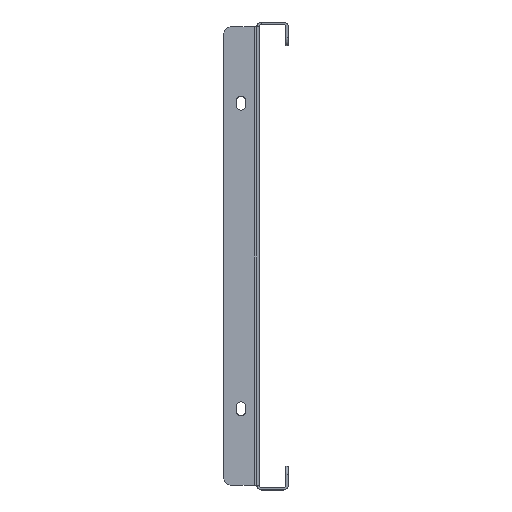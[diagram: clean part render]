
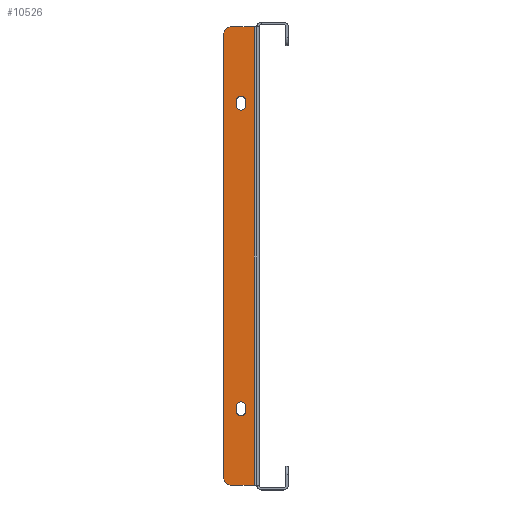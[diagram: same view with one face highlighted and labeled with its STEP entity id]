
A CAD part, left-side view. The second image highlights one B-rep face of the part: STEP entity #10526.
In plain terms, the highlighted planar face has unit normal (-1, 0, 0).
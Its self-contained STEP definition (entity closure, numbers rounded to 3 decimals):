
#88 = VECTOR ( 'NONE', #3137, 1000. ) ;
#672 = ORIENTED_EDGE ( 'NONE', *, *, #2085, .T. ) ;
#995 = VECTOR ( 'NONE', #11770, 1000. ) ;
#999 = CARTESIAN_POINT ( 'NONE',  ( -346., 12.75, -98.75 ) ) ;
#1211 = AXIS2_PLACEMENT_3D ( 'NONE', #2112, #12424, #1913 ) ;
#1216 = DIRECTION ( 'NONE',  ( 0., 0., 1. ) ) ;
#1266 = FACE_OUTER_BOUND ( 'NONE', #3111, .T. ) ;
#1293 = DIRECTION ( 'NONE',  ( -1., 0., 0. ) ) ;
#1321 = DIRECTION ( 'NONE',  ( -1., 0., 0. ) ) ;
#1331 = CARTESIAN_POINT ( 'NONE',  ( -346., 21., 145.5 ) ) ;
#1385 = ORIENTED_EDGE ( 'NONE', *, *, #3744, .F. ) ;
#1428 = VECTOR ( 'NONE', #12516, 1000. ) ;
#1519 = EDGE_CURVE ( 'NONE', #3666, #3395, #10918, .T. ) ;
#1693 = AXIS2_PLACEMENT_3D ( 'NONE', #4287, #8488, #7537 ) ;
#1866 = AXIS2_PLACEMENT_3D ( 'NONE', #2379, #8538, #5427 ) ;
#1913 = DIRECTION ( 'NONE',  ( 0., -1., 0. ) ) ;
#1947 = VERTEX_POINT ( 'NONE', #12347 ) ;
#1974 = CARTESIAN_POINT ( 'NONE',  ( -346., 7.25, 98.75 ) ) ;
#2079 = CARTESIAN_POINT ( 'NONE',  ( -346., 1.5, -145.5 ) ) ;
#2085 = EDGE_CURVE ( 'NONE', #3666, #6292, #4470, .T. ) ;
#2112 = CARTESIAN_POINT ( 'NONE',  ( -346., 10., 95.25 ) ) ;
#2323 = AXIS2_PLACEMENT_3D ( 'NONE', #10884, #5800, #6687 ) ;
#2379 = CARTESIAN_POINT ( 'NONE',  ( -346., 16., 140.5 ) ) ;
#2397 = AXIS2_PLACEMENT_3D ( 'NONE', #3398, #1293, #8411 ) ;
#2502 = AXIS2_PLACEMENT_3D ( 'NONE', #9532, #4387, #9397 ) ;
#2527 = EDGE_CURVE ( 'NONE', #3338, #11334, #8761, .T. ) ;
#2800 = VECTOR ( 'NONE', #1216, 1000. ) ;
#2819 = VECTOR ( 'NONE', #13034, 1000. ) ;
#2981 = VERTEX_POINT ( 'NONE', #5632 ) ;
#3111 = EDGE_LOOP ( 'NONE', ( #10938, #4840, #1385, #11305, #3899, #672 ) ) ;
#3137 = DIRECTION ( 'NONE',  ( 0., 0., 1. ) ) ;
#3142 = CIRCLE ( 'NONE', #5961, 2.75 ) ;
#3286 = LINE ( 'NONE', #12432, #88 ) ;
#3338 = VERTEX_POINT ( 'NONE', #9681 ) ;
#3395 = VERTEX_POINT ( 'NONE', #8876 ) ;
#3398 = CARTESIAN_POINT ( 'NONE',  ( -346., 16., -140.5 ) ) ;
#3666 = VERTEX_POINT ( 'NONE', #2079 ) ;
#3744 = EDGE_CURVE ( 'NONE', #6029, #8439, #8460, .T. ) ;
#3899 = ORIENTED_EDGE ( 'NONE', *, *, #1519, .F. ) ;
#4240 = CARTESIAN_POINT ( 'NONE',  ( -346., 10., -95.25 ) ) ;
#4287 = CARTESIAN_POINT ( 'NONE',  ( -346., 10., -98.75 ) ) ;
#4370 = VERTEX_POINT ( 'NONE', #1974 ) ;
#4387 = DIRECTION ( 'NONE',  ( -1., 0., 0. ) ) ;
#4393 = EDGE_CURVE ( 'NONE', #6029, #3395, #12145, .T. ) ;
#4430 = EDGE_CURVE ( 'NONE', #1947, #4370, #10581, .T. ) ;
#4470 = LINE ( 'NONE', #9607, #2800 ) ;
#4807 = ORIENTED_EDGE ( 'NONE', *, *, #11895, .F. ) ;
#4840 = ORIENTED_EDGE ( 'NONE', *, *, #8077, .T. ) ;
#5197 = VERTEX_POINT ( 'NONE', #9526 ) ;
#5210 = EDGE_LOOP ( 'NONE', ( #6853, #7018, #4807, #6684 ) ) ;
#5398 = PLANE ( 'NONE',  #2502 ) ;
#5427 = DIRECTION ( 'NONE',  ( 0., -1., 0. ) ) ;
#5430 = VECTOR ( 'NONE', #6370, 1000. ) ;
#5587 = LINE ( 'NONE', #10875, #995 ) ;
#5632 = CARTESIAN_POINT ( 'NONE',  ( -346., 16., 145.5 ) ) ;
#5800 = DIRECTION ( 'NONE',  ( -1., 0., 0. ) ) ;
#5860 = VECTOR ( 'NONE', #7439, 1000. ) ;
#5961 = AXIS2_PLACEMENT_3D ( 'NONE', #4240, #1321, #10616 ) ;
#6029 = VERTEX_POINT ( 'NONE', #6744 ) ;
#6062 = VECTOR ( 'NONE', #11555, 1000. ) ;
#6292 = VERTEX_POINT ( 'NONE', #6520 ) ;
#6370 = DIRECTION ( 'NONE',  ( 0., 0., 1. ) ) ;
#6520 = CARTESIAN_POINT ( 'NONE',  ( -346., 1.5, 145.5 ) ) ;
#6624 = VERTEX_POINT ( 'NONE', #999 ) ;
#6684 = ORIENTED_EDGE ( 'NONE', *, *, #4430, .F. ) ;
#6687 = DIRECTION ( 'NONE',  ( 0., -1., 0. ) ) ;
#6744 = CARTESIAN_POINT ( 'NONE',  ( -346., 21., -140.5 ) ) ;
#6853 = ORIENTED_EDGE ( 'NONE', *, *, #10672, .F. ) ;
#7018 = ORIENTED_EDGE ( 'NONE', *, *, #2527, .F. ) ;
#7160 = EDGE_CURVE ( 'NONE', #11134, #9712, #3142, .T. ) ;
#7201 = EDGE_CURVE ( 'NONE', #2981, #6292, #5587, .T. ) ;
#7264 = CIRCLE ( 'NONE', #1866, 5. ) ;
#7293 = LINE ( 'NONE', #11639, #1428 ) ;
#7439 = DIRECTION ( 'NONE',  ( 0., 0., 1. ) ) ;
#7537 = DIRECTION ( 'NONE',  ( 0., 1., 0. ) ) ;
#7929 = CIRCLE ( 'NONE', #1211, 2.75 ) ;
#8077 = EDGE_CURVE ( 'NONE', #2981, #8439, #7264, .T. ) ;
#8216 = CARTESIAN_POINT ( 'NONE',  ( -346., 7.25, -95.25 ) ) ;
#8262 = FACE_BOUND ( 'NONE', #5210, .T. ) ;
#8411 = DIRECTION ( 'NONE',  ( 0., -1., 0. ) ) ;
#8413 = EDGE_CURVE ( 'NONE', #9712, #6624, #7293, .T. ) ;
#8439 = VERTEX_POINT ( 'NONE', #12652 ) ;
#8460 = LINE ( 'NONE', #1331, #5860 ) ;
#8488 = DIRECTION ( 'NONE',  ( -1., 0., 0. ) ) ;
#8538 = DIRECTION ( 'NONE',  ( -1., 0., 0. ) ) ;
#8761 = LINE ( 'NONE', #12785, #6062 ) ;
#8786 = EDGE_CURVE ( 'NONE', #5197, #11134, #3286, .T. ) ;
#8876 = CARTESIAN_POINT ( 'NONE',  ( -346., 16., -145.5 ) ) ;
#9150 = ORIENTED_EDGE ( 'NONE', *, *, #9623, .F. ) ;
#9397 = DIRECTION ( 'NONE',  ( 0., -1., 0. ) ) ;
#9526 = CARTESIAN_POINT ( 'NONE',  ( -346., 7.25, -98.75 ) ) ;
#9532 = CARTESIAN_POINT ( 'NONE',  ( -346., 0., 0. ) ) ;
#9607 = CARTESIAN_POINT ( 'NONE',  ( -346., 1.5, 0. ) ) ;
#9623 = EDGE_CURVE ( 'NONE', #6624, #5197, #12735, .T. ) ;
#9681 = CARTESIAN_POINT ( 'NONE',  ( -346., 12.75, 98.75 ) ) ;
#9712 = VERTEX_POINT ( 'NONE', #10909 ) ;
#9793 = ORIENTED_EDGE ( 'NONE', *, *, #7160, .F. ) ;
#9908 = CARTESIAN_POINT ( 'NONE',  ( -346., 21., -145.5 ) ) ;
#10361 = ORIENTED_EDGE ( 'NONE', *, *, #8786, .F. ) ;
#10526 = ADVANCED_FACE ( 'NONE', ( #8262, #10557, #1266 ), #5398, .T. ) ;
#10557 = FACE_BOUND ( 'NONE', #12718, .T. ) ;
#10581 = LINE ( 'NONE', #10777, #5430 ) ;
#10616 = DIRECTION ( 'NONE',  ( 0., 1., 0. ) ) ;
#10672 = EDGE_CURVE ( 'NONE', #11334, #1947, #7929, .T. ) ;
#10777 = CARTESIAN_POINT ( 'NONE',  ( -346., 7.25, 95.25 ) ) ;
#10875 = CARTESIAN_POINT ( 'NONE',  ( -346., 0., 145.5 ) ) ;
#10884 = CARTESIAN_POINT ( 'NONE',  ( -346., 10., 98.75 ) ) ;
#10909 = CARTESIAN_POINT ( 'NONE',  ( -346., 12.75, -95.25 ) ) ;
#10918 = LINE ( 'NONE', #9908, #2819 ) ;
#10938 = ORIENTED_EDGE ( 'NONE', *, *, #7201, .F. ) ;
#11134 = VERTEX_POINT ( 'NONE', #8216 ) ;
#11305 = ORIENTED_EDGE ( 'NONE', *, *, #4393, .T. ) ;
#11334 = VERTEX_POINT ( 'NONE', #11459 ) ;
#11421 = CIRCLE ( 'NONE', #2323, 2.75 ) ;
#11459 = CARTESIAN_POINT ( 'NONE',  ( -346., 12.75, 95.25 ) ) ;
#11555 = DIRECTION ( 'NONE',  ( 0., 0., -1. ) ) ;
#11639 = CARTESIAN_POINT ( 'NONE',  ( -346., 12.75, -95.25 ) ) ;
#11770 = DIRECTION ( 'NONE',  ( 0., -1., 0. ) ) ;
#11895 = EDGE_CURVE ( 'NONE', #4370, #3338, #11421, .T. ) ;
#12145 = CIRCLE ( 'NONE', #2397, 5. ) ;
#12347 = CARTESIAN_POINT ( 'NONE',  ( -346., 7.25, 95.25 ) ) ;
#12424 = DIRECTION ( 'NONE',  ( -1., 0., 0. ) ) ;
#12432 = CARTESIAN_POINT ( 'NONE',  ( -346., 7.25, -95.25 ) ) ;
#12516 = DIRECTION ( 'NONE',  ( 0., 0., -1. ) ) ;
#12652 = CARTESIAN_POINT ( 'NONE',  ( -346., 21., 140.5 ) ) ;
#12718 = EDGE_LOOP ( 'NONE', ( #9793, #10361, #9150, #13215 ) ) ;
#12735 = CIRCLE ( 'NONE', #1693, 2.75 ) ;
#12785 = CARTESIAN_POINT ( 'NONE',  ( -346., 12.75, 95.25 ) ) ;
#13034 = DIRECTION ( 'NONE',  ( 0., 1., 0. ) ) ;
#13215 = ORIENTED_EDGE ( 'NONE', *, *, #8413, .F. ) ;
